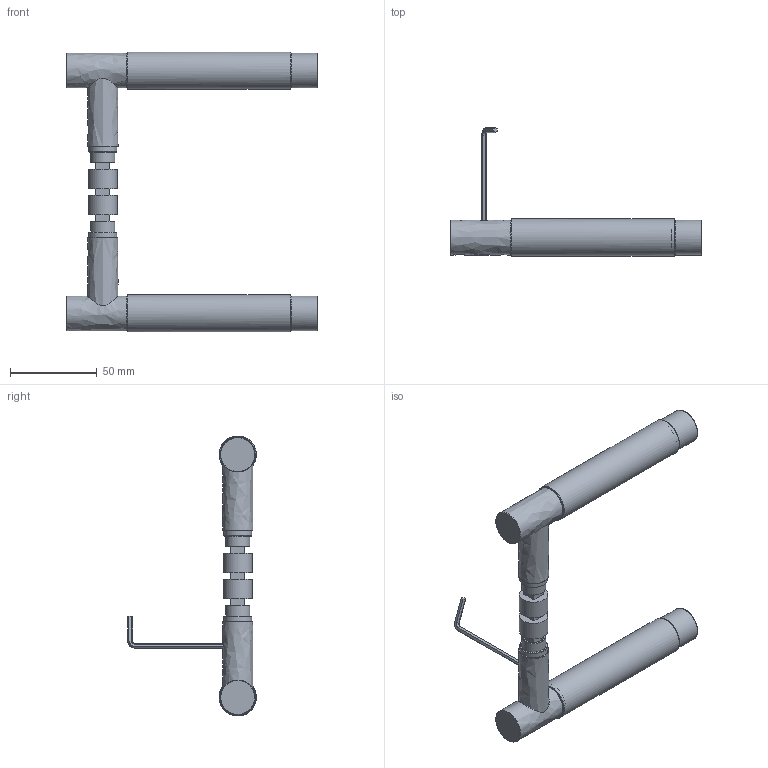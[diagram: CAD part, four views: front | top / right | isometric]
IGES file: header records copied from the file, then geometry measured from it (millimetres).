
Global section: file name: P6044; native system: Autodesk Inventor 2020; preprocessor: unknown; author: M.GIBBS; date: 20190809.113551; units: millimetre
Bounding box: 145 x 74.33 x 161.72 mm (x, y, z)
Volume: 110320.8 mm3; surface area: 54672.7 mm2
Topology: 20 solids, 20 shells, 358 faces, 958 edges, 656 vertices
Faces by surface type: bspline 358
